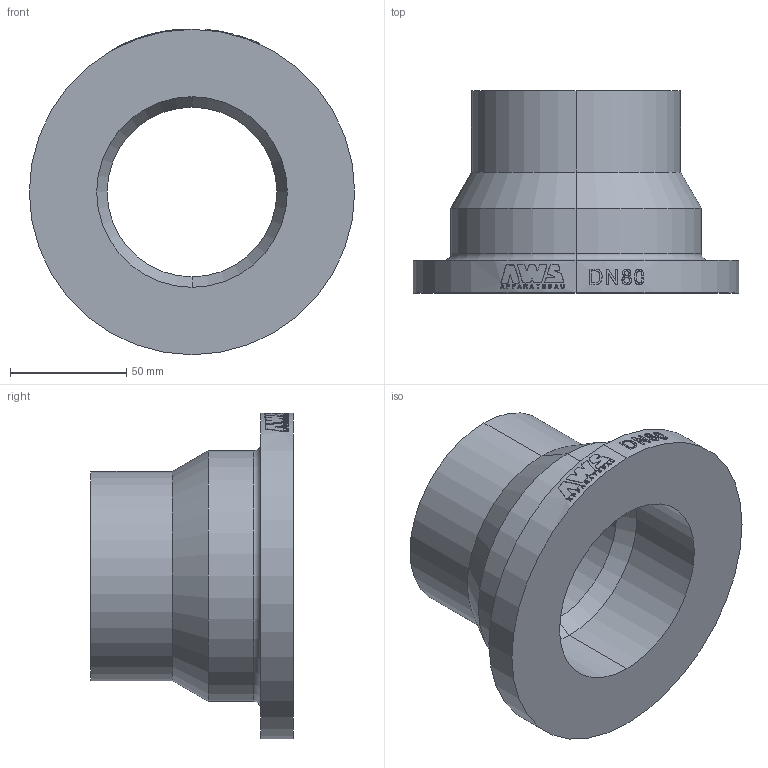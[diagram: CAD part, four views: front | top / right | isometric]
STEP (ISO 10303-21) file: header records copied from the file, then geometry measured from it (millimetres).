
FILE_DESCRIPTION (( 'STEP AP203' ), '1' );
FILE_NAME ('05 050 037_TAB.STEP', '2015-10-22T11:20:40', ( 'rv' ), ( 'Hewlett-Packard Company' ), 'SwSTEP 2.0', 'SolidWorks 2012', '' );
FILE_SCHEMA (( 'CONFIG_CONTROL_DESIGN' ));
Length unit declared in the file: millimetre
Products named in the file (1): 05 050 037_TAB
Bounding box: 140 x 87 x 140.02 mm (x, y, z)
Volume: 357507.9 mm3; surface area: 68618.2 mm2
Topology: 1 solids, 1 shells, 264 faces, 680 edges, 450 vertices
Faces by surface type: bspline 120, plane 97, cylinder 41, cone 4, torus 2
Entity records: 26263 total; most frequent: CARTESIAN_POINT 20737, ORIENTED_EDGE 1360, DIRECTION 722, EDGE_CURVE 680, VERTEX_POINT 450, B_SPLINE_CURVE_WITH_KNOTS 396, EDGE_LOOP 298, AXIS2_PLACEMENT_3D 293
